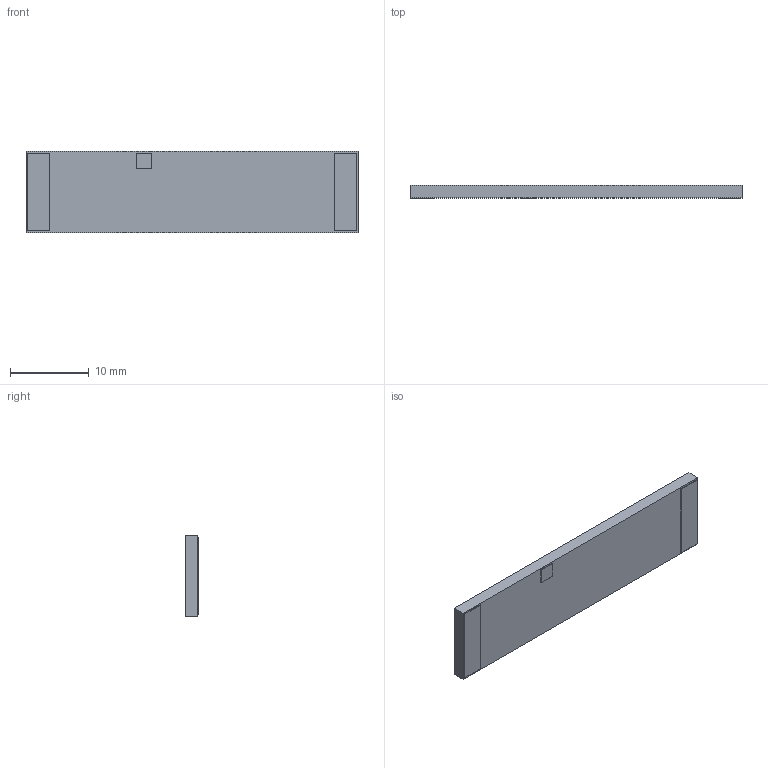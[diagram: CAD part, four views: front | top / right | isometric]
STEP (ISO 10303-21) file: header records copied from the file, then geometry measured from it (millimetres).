
FILE_DESCRIPTION (( 'STEP AP214' ), '1' );
FILE_NAME ('PCS.68.A D03 Web.STEP', '2021-08-30T09:32:53', ( 'localadmin' ), ( '' ), 'SwSTEP 2.0', 'SolidWorks 2018', '' );
FILE_SCHEMA (( 'AUTOMOTIVE_DESIGN' ));
Length unit declared in the file: millimetre
Products named in the file (1): PCS.68.A D03 Web
Bounding box: 42.2 x 1.71 x 10.3 mm (x, y, z)
Volume: 701.7 mm3; surface area: 1044.8 mm2
Topology: 1 solids, 1 shells, 306 faces, 813 edges, 542 vertices
Faces by surface type: plane 175, bspline 131
Entity records: 13480 total; most frequent: CARTESIAN_POINT 6321, ORIENTED_EDGE 1626, DIRECTION 903, EDGE_CURVE 813, LINE 551, VECTOR 551, VERTEX_POINT 542, EDGE_LOOP 339
